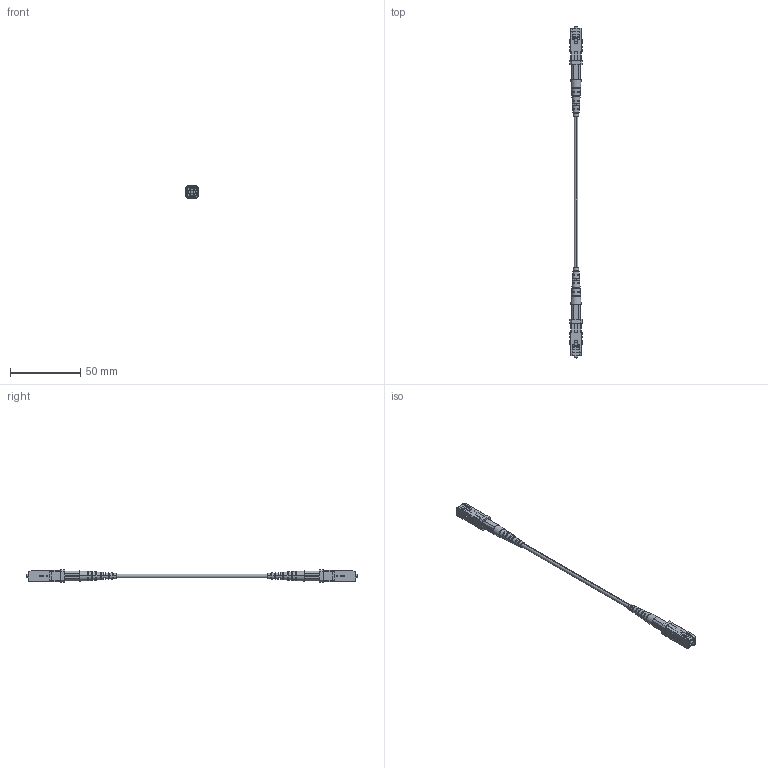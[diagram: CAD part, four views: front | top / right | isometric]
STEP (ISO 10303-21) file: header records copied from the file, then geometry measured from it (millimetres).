
FILE_DESCRIPTION (( 'STEP AP203' ), '1' );
FILE_NAME ('SFOSC.STEP', '2006-06-23T20:20:41', ( 'lcom' ), ( 'lcom' ), 'SwSTEP 2.0', 'SolidWorks 2006004', '' );
FILE_SCHEMA (( 'CONFIG_CONTROL_DESIGN' ));
Length unit declared in the file: inch
Products named in the file (7): SFOSC; CONN-95-200-08-BP3B MA1; CONN-95-200-08-BP3B MA3; CONN-95-200-08-BP3B MA4; CONN-95-200-08-BP3B; CONN-95-200-08-BP3B MA2; N601-INS-SF-10C
Assembly tree (7 placements, depth 3):
  SFOSC
    CONN-95-200-08-BP3B  x2
      CONN-95-200-08-BP3B MA4
      CONN-95-200-08-BP3B MA3
      CONN-95-200-08-BP3B MA1
      CONN-95-200-08-BP3B MA2
    N601-INS-SF-10C
Bounding box: 8.89 x 236.32 x 8.89 mm (x, y, z)
Volume: 4383.7 mm3; surface area: 9168.5 mm2
Topology: 9 solids, 9 shells, 544 faces, 1580 edges, 1036 vertices
Faces by surface type: plane 478, cylinder 50, cone 12, torus 4
Entity records: 10078 total; most frequent: CARTESIAN_POINT 1980, ORIENTED_EDGE 1586, DIRECTION 1459, EDGE_CURVE 793, LINE 573, VECTOR 573, VERTEX_POINT 520, AXIS2_PLACEMENT_3D 443
